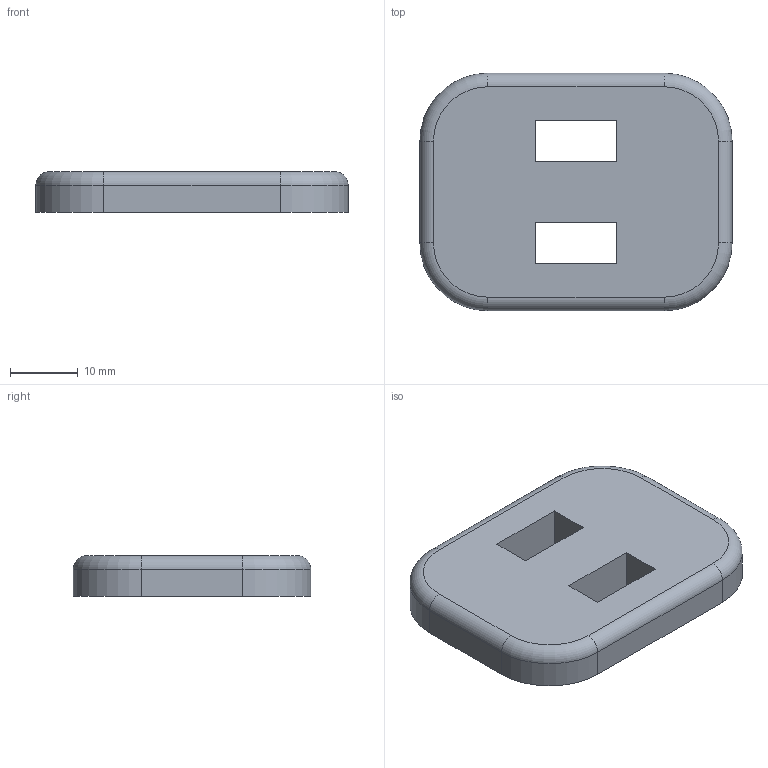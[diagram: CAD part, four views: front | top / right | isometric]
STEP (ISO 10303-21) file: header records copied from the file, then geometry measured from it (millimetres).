
FILE_DESCRIPTION (( 'STEP AP203' ), '1' );
FILE_NAME ('Spool roller bottom v3.STEP', '2019-01-26T18:06:04', ( '' ), ( '' ), 'SwSTEP 2.0', 'SolidWorks 2018', '' );
FILE_SCHEMA (( 'CONFIG_CONTROL_DESIGN' ));
Length unit declared in the file: millimetre
Products named in the file (1): Spool roller bottom v3
Bounding box: 46 x 35 x 6 mm (x, y, z)
Volume: 8159 mm3; surface area: 3935.2 mm2
Topology: 1 solids, 1 shells, 26 faces, 64 edges, 40 vertices
Faces by surface type: plane 14, cylinder 8, torus 4
Entity records: 849 total; most frequent: DIRECTION 138, CARTESIAN_POINT 131, ORIENTED_EDGE 128, EDGE_CURVE 64, AXIS2_PLACEMENT_3D 47, VECTOR 44, LINE 44, VERTEX_POINT 40
